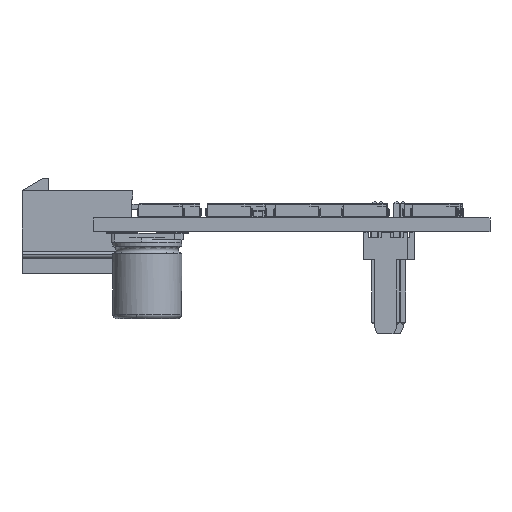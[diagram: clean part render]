
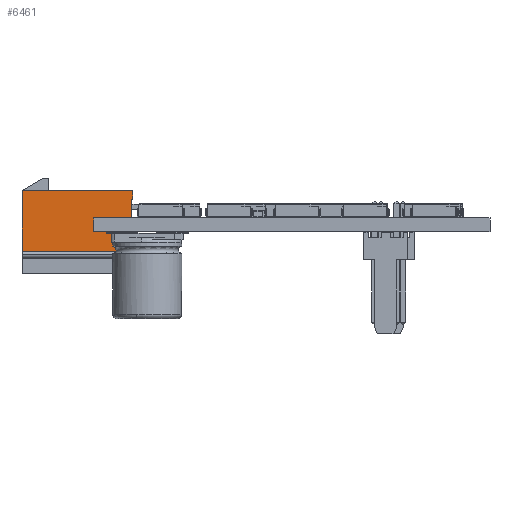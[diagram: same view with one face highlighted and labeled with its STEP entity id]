
A CAD part, front view. The second image highlights one B-rep face of the part: STEP entity #6461.
In plain terms, the highlighted face is planar.
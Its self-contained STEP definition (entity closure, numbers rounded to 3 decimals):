
#2264 = VERTEX_POINT('',#2265);
#2265 = CARTESIAN_POINT('',(4.8,12.8,2.2));
#2275 = CYLINDRICAL_SURFACE('',#2276,0.4);
#2276 = AXIS2_PLACEMENT_3D('',#2277,#2278,#2279);
#2277 = CARTESIAN_POINT('',(4.8,12.8,2.6));
#2278 = DIRECTION('',(0.,-1.,0.));
#2279 = DIRECTION('',(1.,0.,0.));
#2287 = PLANE('',#2288);
#2288 = AXIS2_PLACEMENT_3D('',#2289,#2290,#2291);
#2289 = CARTESIAN_POINT('',(-4.8,12.8,-4.8));
#2290 = DIRECTION('',(0.,1.,0.));
#2291 = DIRECTION('',(1.,0.,0.));
#2332 = VERTEX_POINT('',#2333);
#2333 = CARTESIAN_POINT('',(4.8,0.2,2.2));
#2348 = PLANE('',#2349);
#2349 = AXIS2_PLACEMENT_3D('',#2350,#2351,#2352);
#2350 = CARTESIAN_POINT('',(-4.8,0.2,0.));
#2351 = DIRECTION('',(0.,-1.,0.));
#2352 = DIRECTION('',(0.,0.,-1.));
#2360 = EDGE_CURVE('',#2264,#2332,#2361,.T.);
#2361 = SURFACE_CURVE('',#2362,(#2366,#2373),.PCURVE_S1.);
#2362 = LINE('',#2363,#2364);
#2363 = CARTESIAN_POINT('',(4.8,12.8,2.2));
#2364 = VECTOR('',#2365,1.);
#2365 = DIRECTION('',(0.,-1.,0.));
#2366 = PCURVE('',#2275,#2367);
#2367 = DEFINITIONAL_REPRESENTATION('',(#2368),#2372);
#2368 = LINE('',#2369,#2370);
#2369 = CARTESIAN_POINT('',(4.712,0.));
#2370 = VECTOR('',#2371,1.);
#2371 = DIRECTION('',(0.,1.));
#2372 = ( GEOMETRIC_REPRESENTATION_CONTEXT(2) 
PARAMETRIC_REPRESENTATION_CONTEXT() REPRESENTATION_CONTEXT('2D SPACE',''
  ) );
#2373 = PCURVE('',#2374,#2379);
#2374 = PLANE('',#2375);
#2375 = AXIS2_PLACEMENT_3D('',#2376,#2377,#2378);
#2376 = CARTESIAN_POINT('',(4.8,0.,0.));
#2377 = DIRECTION('',(1.,0.,0.));
#2378 = DIRECTION('',(0.,1.,0.));
#2379 = DEFINITIONAL_REPRESENTATION('',(#2380),#2384);
#2380 = LINE('',#2381,#2382);
#2381 = CARTESIAN_POINT('',(12.8,2.2));
#2382 = VECTOR('',#2383,1.);
#2383 = DIRECTION('',(-1.,0.));
#2384 = ( GEOMETRIC_REPRESENTATION_CONTEXT(2) 
PARAMETRIC_REPRESENTATION_CONTEXT() REPRESENTATION_CONTEXT('2D SPACE',''
  ) );
#2690 = PLANE('',#2691);
#2691 = AXIS2_PLACEMENT_3D('',#2692,#2693,#2694);
#2692 = CARTESIAN_POINT('',(-4.8,0.,-4.8));
#2693 = DIRECTION('',(0.,0.,-1.));
#2694 = DIRECTION('',(0.,-1.,0.));
#2988 = VERTEX_POINT('',#2989);
#2989 = CARTESIAN_POINT('',(4.8,0.2,-3.8));
#3003 = PLANE('',#3004);
#3004 = AXIS2_PLACEMENT_3D('',#3005,#3006,#3007);
#3005 = CARTESIAN_POINT('',(0.8,0.,-3.8));
#3006 = DIRECTION('',(0.,0.,-1.));
#3007 = DIRECTION('',(0.,-1.,0.));
#3015 = EDGE_CURVE('',#2988,#2332,#3016,.T.);
#3016 = SURFACE_CURVE('',#3017,(#3021,#3028),.PCURVE_S1.);
#3017 = LINE('',#3018,#3019);
#3018 = CARTESIAN_POINT('',(4.8,0.2,-3.8));
#3019 = VECTOR('',#3020,1.);
#3020 = DIRECTION('',(0.,0.,1.));
#3021 = PCURVE('',#2348,#3022);
#3022 = DEFINITIONAL_REPRESENTATION('',(#3023),#3027);
#3023 = LINE('',#3024,#3025);
#3024 = CARTESIAN_POINT('',(3.8,9.6));
#3025 = VECTOR('',#3026,1.);
#3026 = DIRECTION('',(-1.,0.));
#3027 = ( GEOMETRIC_REPRESENTATION_CONTEXT(2) 
PARAMETRIC_REPRESENTATION_CONTEXT() REPRESENTATION_CONTEXT('2D SPACE',''
  ) );
#3028 = PCURVE('',#2374,#3029);
#3029 = DEFINITIONAL_REPRESENTATION('',(#3030),#3034);
#3030 = LINE('',#3031,#3032);
#3031 = CARTESIAN_POINT('',(0.2,-3.8));
#3032 = VECTOR('',#3033,1.);
#3033 = DIRECTION('',(0.,1.));
#3034 = ( GEOMETRIC_REPRESENTATION_CONTEXT(2) 
PARAMETRIC_REPRESENTATION_CONTEXT() REPRESENTATION_CONTEXT('2D SPACE',''
  ) );
#4944 = VERTEX_POINT('',#4945);
#4945 = CARTESIAN_POINT('',(4.8,12.8,-4.8));
#4966 = EDGE_CURVE('',#4967,#4944,#4969,.T.);
#4967 = VERTEX_POINT('',#4968);
#4968 = CARTESIAN_POINT('',(4.8,0.,-4.8));
#4969 = SURFACE_CURVE('',#4970,(#4974,#4981),.PCURVE_S1.);
#4970 = LINE('',#4971,#4972);
#4971 = CARTESIAN_POINT('',(4.8,0.,-4.8));
#4972 = VECTOR('',#4973,1.);
#4973 = DIRECTION('',(0.,1.,0.));
#4974 = PCURVE('',#2690,#4975);
#4975 = DEFINITIONAL_REPRESENTATION('',(#4976),#4980);
#4976 = LINE('',#4977,#4978);
#4977 = CARTESIAN_POINT('',(0.,-9.6));
#4978 = VECTOR('',#4979,1.);
#4979 = DIRECTION('',(-1.,0.));
#4980 = ( GEOMETRIC_REPRESENTATION_CONTEXT(2) 
PARAMETRIC_REPRESENTATION_CONTEXT() REPRESENTATION_CONTEXT('2D SPACE',''
  ) );
#4981 = PCURVE('',#2374,#4982);
#4982 = DEFINITIONAL_REPRESENTATION('',(#4983),#4987);
#4983 = LINE('',#4984,#4985);
#4984 = CARTESIAN_POINT('',(0.,-4.8));
#4985 = VECTOR('',#4986,1.);
#4986 = DIRECTION('',(1.,0.));
#4987 = ( GEOMETRIC_REPRESENTATION_CONTEXT(2) 
PARAMETRIC_REPRESENTATION_CONTEXT() REPRESENTATION_CONTEXT('2D SPACE',''
  ) );
#5005 = PLANE('',#5006);
#5006 = AXIS2_PLACEMENT_3D('',#5007,#5008,#5009);
#5007 = CARTESIAN_POINT('',(-4.8,0.,4.8));
#5008 = DIRECTION('',(0.,-1.,0.));
#5009 = DIRECTION('',(0.,0.,-1.));
#5824 = EDGE_CURVE('',#5825,#4967,#5827,.T.);
#5825 = VERTEX_POINT('',#5826);
#5826 = CARTESIAN_POINT('',(4.8,0.,-3.8));
#5827 = SURFACE_CURVE('',#5828,(#5832,#5839),.PCURVE_S1.);
#5828 = LINE('',#5829,#5830);
#5829 = CARTESIAN_POINT('',(4.8,0.,-3.8));
#5830 = VECTOR('',#5831,1.);
#5831 = DIRECTION('',(0.,0.,-1.));
#5832 = PCURVE('',#5005,#5833);
#5833 = DEFINITIONAL_REPRESENTATION('',(#5834),#5838);
#5834 = LINE('',#5835,#5836);
#5835 = CARTESIAN_POINT('',(8.6,9.6));
#5836 = VECTOR('',#5837,1.);
#5837 = DIRECTION('',(1.,0.));
#5838 = ( GEOMETRIC_REPRESENTATION_CONTEXT(2) 
PARAMETRIC_REPRESENTATION_CONTEXT() REPRESENTATION_CONTEXT('2D SPACE',''
  ) );
#5839 = PCURVE('',#2374,#5840);
#5840 = DEFINITIONAL_REPRESENTATION('',(#5841),#5845);
#5841 = LINE('',#5842,#5843);
#5842 = CARTESIAN_POINT('',(0.,-3.8));
#5843 = VECTOR('',#5844,1.);
#5844 = DIRECTION('',(0.,-1.));
#5845 = ( GEOMETRIC_REPRESENTATION_CONTEXT(2) 
PARAMETRIC_REPRESENTATION_CONTEXT() REPRESENTATION_CONTEXT('2D SPACE',''
  ) );
#6283 = EDGE_CURVE('',#5825,#2988,#6284,.T.);
#6284 = SURFACE_CURVE('',#6285,(#6289,#6296),.PCURVE_S1.);
#6285 = LINE('',#6286,#6287);
#6286 = CARTESIAN_POINT('',(4.8,0.,-3.8));
#6287 = VECTOR('',#6288,1.);
#6288 = DIRECTION('',(0.,1.,0.));
#6289 = PCURVE('',#3003,#6290);
#6290 = DEFINITIONAL_REPRESENTATION('',(#6291),#6295);
#6291 = LINE('',#6292,#6293);
#6292 = CARTESIAN_POINT('',(0.,-4.));
#6293 = VECTOR('',#6294,1.);
#6294 = DIRECTION('',(-1.,0.));
#6295 = ( GEOMETRIC_REPRESENTATION_CONTEXT(2) 
PARAMETRIC_REPRESENTATION_CONTEXT() REPRESENTATION_CONTEXT('2D SPACE',''
  ) );
#6296 = PCURVE('',#2374,#6297);
#6297 = DEFINITIONAL_REPRESENTATION('',(#6298),#6302);
#6298 = LINE('',#6299,#6300);
#6299 = CARTESIAN_POINT('',(0.,-3.8));
#6300 = VECTOR('',#6301,1.);
#6301 = DIRECTION('',(1.,0.));
#6302 = ( GEOMETRIC_REPRESENTATION_CONTEXT(2) 
PARAMETRIC_REPRESENTATION_CONTEXT() REPRESENTATION_CONTEXT('2D SPACE',''
  ) );
#6461 = ADVANCED_FACE('',(#6462),#2374,.T.);
#6462 = FACE_BOUND('',#6463,.T.);
#6463 = EDGE_LOOP('',(#6464,#6465,#6466,#6467,#6468,#6489));
#6464 = ORIENTED_EDGE('',*,*,#3015,.F.);
#6465 = ORIENTED_EDGE('',*,*,#6283,.F.);
#6466 = ORIENTED_EDGE('',*,*,#5824,.T.);
#6467 = ORIENTED_EDGE('',*,*,#4966,.T.);
#6468 = ORIENTED_EDGE('',*,*,#6469,.T.);
#6469 = EDGE_CURVE('',#4944,#2264,#6470,.T.);
#6470 = SURFACE_CURVE('',#6471,(#6475,#6482),.PCURVE_S1.);
#6471 = LINE('',#6472,#6473);
#6472 = CARTESIAN_POINT('',(4.8,12.8,-4.8));
#6473 = VECTOR('',#6474,1.);
#6474 = DIRECTION('',(0.,0.,1.));
#6475 = PCURVE('',#2374,#6476);
#6476 = DEFINITIONAL_REPRESENTATION('',(#6477),#6481);
#6477 = LINE('',#6478,#6479);
#6478 = CARTESIAN_POINT('',(12.8,-4.8));
#6479 = VECTOR('',#6480,1.);
#6480 = DIRECTION('',(0.,1.));
#6481 = ( GEOMETRIC_REPRESENTATION_CONTEXT(2) 
PARAMETRIC_REPRESENTATION_CONTEXT() REPRESENTATION_CONTEXT('2D SPACE',''
  ) );
#6482 = PCURVE('',#2287,#6483);
#6483 = DEFINITIONAL_REPRESENTATION('',(#6484),#6488);
#6484 = LINE('',#6485,#6486);
#6485 = CARTESIAN_POINT('',(9.6,0.));
#6486 = VECTOR('',#6487,1.);
#6487 = DIRECTION('',(0.,-1.));
#6488 = ( GEOMETRIC_REPRESENTATION_CONTEXT(2) 
PARAMETRIC_REPRESENTATION_CONTEXT() REPRESENTATION_CONTEXT('2D SPACE',''
  ) );
#6489 = ORIENTED_EDGE('',*,*,#2360,.T.);
